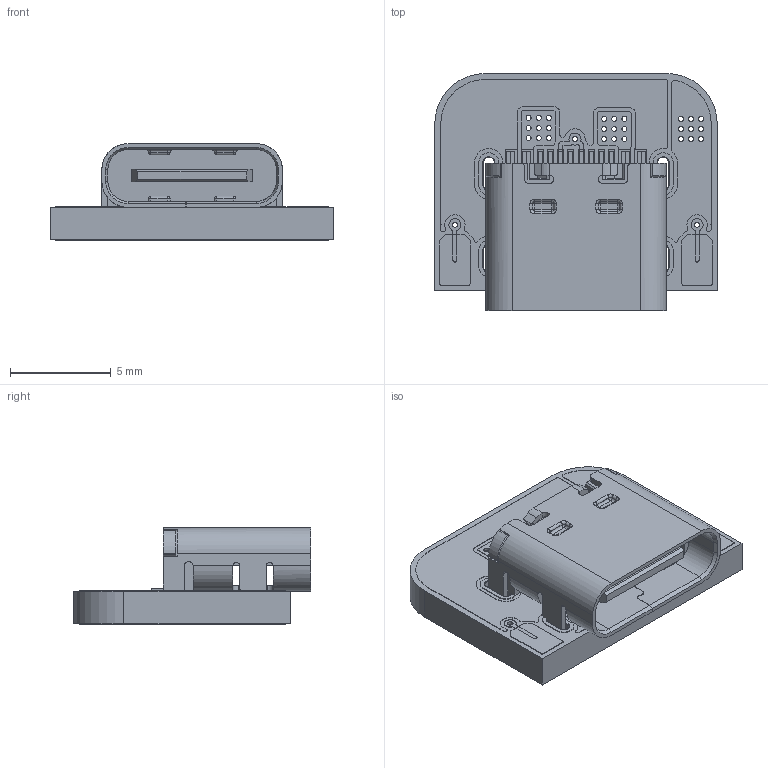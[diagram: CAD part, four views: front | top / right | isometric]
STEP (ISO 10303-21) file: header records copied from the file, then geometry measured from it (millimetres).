
FILE_DESCRIPTION(/* description */ ('KiCad electronic assembly','CAx-IF Rec.Pracs.---Representation and Presentation of Product Manufacturing Information (PMI)---4.0---2014-10-13'),/* implementation_level */ '2;1');
FILE_NAME(/* name */ 'VerticalBoard.step',/* time_stamp */ '2024-12-15T21:24:16Z',/* author */ (''),/* organization */ (''),/* preprocessor_version */ 'ST-DEVELOPER v20',/* originating_system */ 'Autodesk Translation Framework v13.20.0.188',/* authorisation */ '');
FILE_SCHEMA (('AP242_MANAGED_MODEL_BASED_3D_ENGINEERING_MIM_LF { 1 0 10303 442 1 1 4 }'));
Length unit declared in the file: millimetre
Products named in the file (8): VerticalBoard 1; _autosave-VerticalBoard_pad_23; _autosave-VerticalBoard_pad_25; HRO_TYPE-C-31-M-12; ConPins; PcbPins; Mold; Frame
Assembly tree (7 placements, depth 3):
  VerticalBoard 1
    _autosave-VerticalBoard_pad_23
    _autosave-VerticalBoard_pad_25
    HRO_TYPE-C-31-M-12
      ConPins
      PcbPins
      Mold
      Frame
Bounding box: 14 x 11.75 x 4.79 mm (x, y, z)
Volume: 330.7 mm3; surface area: 1477.3 mm2
Topology: 15 solids, 15 shells, 2154 faces, 5823 edges, 3776 vertices
Faces by surface type: plane 1622, cylinder 468, sphere 32, torus 26, cone 6
Full cylindrical faces by diameter (mm): 0.25 x69, 0.3 x102, 0.5 x2, 0.6 x18, 0.65 x2
Entity records: 67458 total; most frequent: CARTESIAN_POINT 11759, ORIENTED_EDGE 11582, DIRECTION 11109, EDGE_CURVE 5791, LINE 4801, VECTOR 4801, VERTEX_POINT 3776, AXIS2_PLACEMENT_3D 3154
